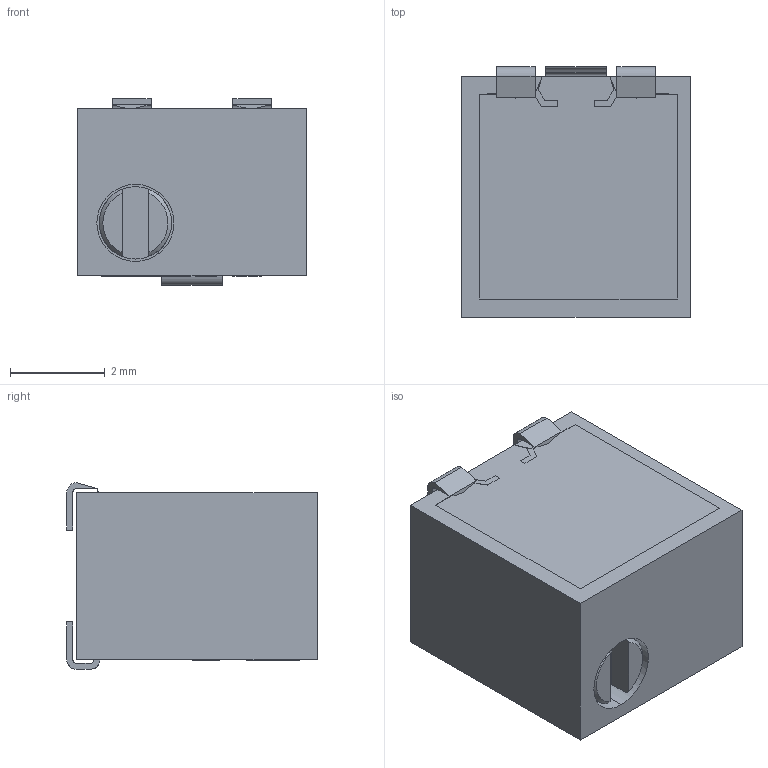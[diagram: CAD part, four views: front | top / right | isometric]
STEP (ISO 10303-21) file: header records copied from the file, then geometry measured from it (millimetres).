
FILE_DESCRIPTION (( 'STEP AP214' ), '1' );
FILE_NAME ('User Library-3224w-1-501e.STEP', '2021-03-30T18:12:58', ( '' ), ( '' ), 'SwSTEP 2.0', 'SolidWorks 2020', '' );
FILE_SCHEMA (( 'AUTOMOTIVE_DESIGN' ));
Length unit declared in the file: millimetre
Products named in the file (1): User Library-3224w-1-501e
Bounding box: 4.83 x 5.28 x 3.94 mm (x, y, z)
Surface area: 138.5 mm2 (no closed solid volume)
Topology: 0 solids, 35 shells, 140 faces, 467 edges, 360 vertices
Faces by surface type: plane 77, bspline 48, cylinder 13, cone 2
Entity records: 5674 total; most frequent: CARTESIAN_POINT 1799, ORIENTED_EDGE 657, DIRECTION 524, EDGE_CURVE 459, VERTEX_POINT 356, LINE 286, VECTOR 286, B_SPLINE_CURVE_WITH_KNOTS 145
